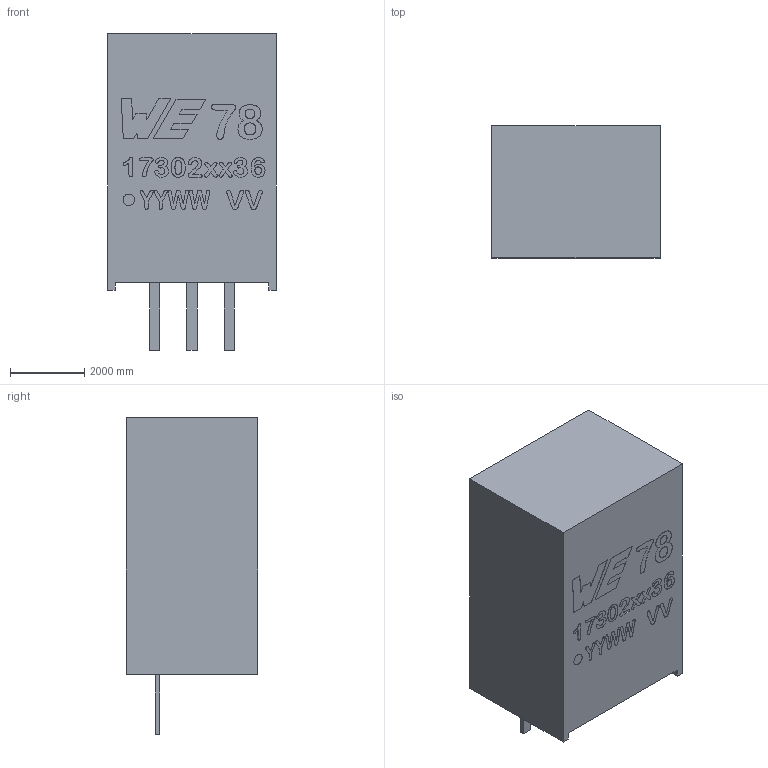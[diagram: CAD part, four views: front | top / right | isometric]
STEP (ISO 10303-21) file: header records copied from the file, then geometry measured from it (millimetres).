
FILE_DESCRIPTION(/* description */ ('Unknown'),/* implementation_level */ '2;1');
FILE_NAME(/* name */ 'U_Wurth_MagIC-FDSM_17302xx36',/* time_stamp */ '2025-01-07T10:20:31+08:00',/* author */ ('Unknown'),/* organization */ ('Unknown'),/* preprocessor_version */ 'ST-DEVELOPER v19.4',/* originating_system */ 'Solid Edge',/* authorisation */ 'Unknown');
FILE_SCHEMA (('AUTOMOTIVE_DESIGN {1 0 10303 214 3 1 1}'));
Products named in the file (1): 17302xx36
Bounding box: 4527.55 x 3543.3 x 8503.92 mm (x, y, z)
Volume: 107807913173.6 mm3; surface area: 147557903.7 mm2
Topology: 1 solids, 1 shells, 2032 faces, 6011 edges, 4008 vertices
Faces by surface type: plane 2031, cylinder 1
Full cylindrical faces by diameter (mm): 314.96 x1
Entity records: 80660 total; most frequent: CARTESIAN_POINT 12060, ORIENTED_EDGE 12020, DIRECTION 10075, EDGE_CURVE 6010, LINE 6005, VECTOR 6005, VERTEX_POINT 4008, EDGE_LOOP 2060
